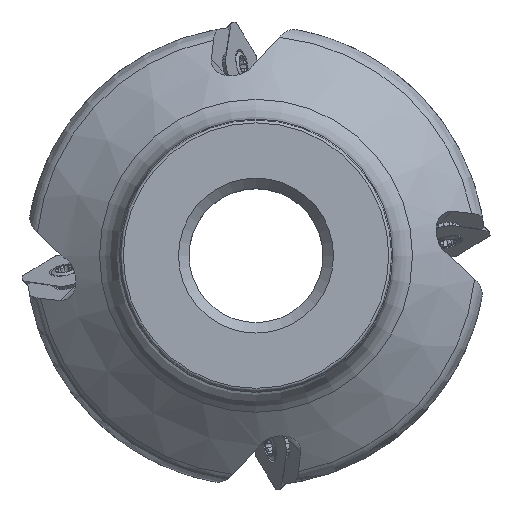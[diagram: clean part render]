
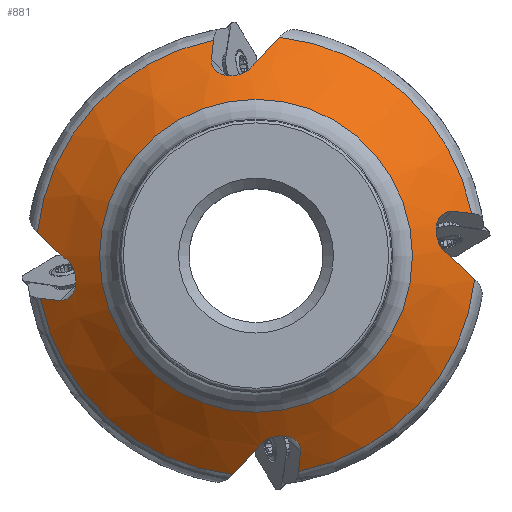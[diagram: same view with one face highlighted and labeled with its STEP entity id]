
A CAD part, top view. The second image highlights one B-rep face of the part: STEP entity #881.
In plain terms, the highlighted conical face has half-angle 51.306 degrees and reference radius 43.6 mm.
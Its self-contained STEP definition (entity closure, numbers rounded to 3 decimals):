
#351=CONICAL_SURFACE('',#8766,43.6,51.306);
#881=ADVANCED_FACE('SU_5',(#1718,#1719),#351,.T.);
#1486=CIRCLE('',#8654,41.726);
#1491=CIRCLE('',#8665,41.726);
#1496=CIRCLE('',#8676,41.726);
#1533=CIRCLE('',#8764,41.726);
#1534=CIRCLE('',#8765,29.691);
#1718=FACE_BOUND('',#1929,.T.);
#1719=FACE_BOUND('',#1930,.T.);
#1929=EDGE_LOOP('',(#3537,#3538,#3539,#3540,#3541,#3542,#3543,#3544,#3545,
#3546,#3547,#3548,#3549,#3550,#3551,#3552));
#1930=EDGE_LOOP('',(#3553));
#2532=B_SPLINE_CURVE_WITH_KNOTS('',3,(#13734,#13735,#13736,#13737,#13738,
#13739,#13740,#13741),.UNSPECIFIED.,.F.,.F.,(4,2,2,4),(0.,0.5,0.75,1.),
 .UNSPECIFIED.);
#2533=B_SPLINE_CURVE_WITH_KNOTS('',3,(#13744,#13745,#13746,#13747),
 .UNSPECIFIED.,.F.,.F.,(4,4),(0.,1.),.UNSPECIFIED.);
#2534=B_SPLINE_CURVE_WITH_KNOTS('',3,(#13748,#13749,#13750,#13751),
 .UNSPECIFIED.,.F.,.F.,(4,4),(0.,1.),.UNSPECIFIED.);
#2535=B_SPLINE_CURVE_WITH_KNOTS('',3,(#13753,#13754,#13755,#13756,#13757,
#13758,#13759,#13760),.UNSPECIFIED.,.F.,.F.,(4,2,2,4),(0.,0.5,0.75,1.),
 .UNSPECIFIED.);
#2536=B_SPLINE_CURVE_WITH_KNOTS('',3,(#13762,#13763,#13764,#13765),
 .UNSPECIFIED.,.F.,.F.,(4,4),(0.,1.),.UNSPECIFIED.);
#2537=B_SPLINE_CURVE_WITH_KNOTS('',3,(#13769,#13770,#13771,#13772),
 .UNSPECIFIED.,.F.,.F.,(4,4),(0.,1.),.UNSPECIFIED.);
#2538=B_SPLINE_CURVE_WITH_KNOTS('',3,(#13774,#13775,#13776,#13777,#13778,
#13779,#13780,#13781),.UNSPECIFIED.,.F.,.F.,(4,2,2,4),(0.,0.5,0.75,1.),
 .UNSPECIFIED.);
#2539=B_SPLINE_CURVE_WITH_KNOTS('',3,(#13783,#13784,#13785,#13786),
 .UNSPECIFIED.,.F.,.F.,(4,4),(0.,1.),.UNSPECIFIED.);
#2540=B_SPLINE_CURVE_WITH_KNOTS('',3,(#13787,#13788,#13789,#13790),
 .UNSPECIFIED.,.F.,.F.,(4,4),(0.,1.),.UNSPECIFIED.);
#2541=B_SPLINE_CURVE_WITH_KNOTS('',3,(#13792,#13793,#13794,#13795,#13796,
#13797,#13798,#13799),.UNSPECIFIED.,.F.,.F.,(4,2,2,4),(0.,0.5,0.75,1.),
 .UNSPECIFIED.);
#2542=B_SPLINE_CURVE_WITH_KNOTS('',3,(#13801,#13802,#13803,#13804),
 .UNSPECIFIED.,.F.,.F.,(4,4),(0.,1.),.UNSPECIFIED.);
#2543=B_SPLINE_CURVE_WITH_KNOTS('',3,(#13805,#13806,#13807,#13808),
 .UNSPECIFIED.,.F.,.F.,(4,4),(0.,1.),.UNSPECIFIED.);
#3537=ORIENTED_EDGE('',*,*,#6742,.T.);
#3538=ORIENTED_EDGE('',*,*,#6743,.T.);
#3539=ORIENTED_EDGE('',*,*,#6602,.T.);
#3540=ORIENTED_EDGE('',*,*,#6744,.T.);
#3541=ORIENTED_EDGE('',*,*,#6745,.T.);
#3542=ORIENTED_EDGE('',*,*,#6746,.T.);
#3543=ORIENTED_EDGE('',*,*,#6747,.T.);
#3544=ORIENTED_EDGE('',*,*,#6748,.T.);
#3545=ORIENTED_EDGE('',*,*,#6749,.T.);
#3546=ORIENTED_EDGE('',*,*,#6750,.T.);
#3547=ORIENTED_EDGE('',*,*,#6623,.T.);
#3548=ORIENTED_EDGE('',*,*,#6751,.T.);
#3549=ORIENTED_EDGE('',*,*,#6752,.T.);
#3550=ORIENTED_EDGE('',*,*,#6753,.T.);
#3551=ORIENTED_EDGE('',*,*,#6612,.T.);
#3552=ORIENTED_EDGE('',*,*,#6754,.T.);
#3553=ORIENTED_EDGE('',*,*,#6755,.T.);
#5712=VERTEX_POINT('',#12944);
#5713=VERTEX_POINT('',#12949);
#5721=VERTEX_POINT('',#12997);
#5722=VERTEX_POINT('',#12999);
#5730=VERTEX_POINT('',#13050);
#5731=VERTEX_POINT('',#13052);
#5808=VERTEX_POINT('',#13742);
#5809=VERTEX_POINT('',#13743);
#5810=VERTEX_POINT('',#13752);
#5811=VERTEX_POINT('',#13761);
#5812=VERTEX_POINT('',#13766);
#5813=VERTEX_POINT('',#13768);
#5814=VERTEX_POINT('',#13773);
#5815=VERTEX_POINT('',#13782);
#5816=VERTEX_POINT('',#13791);
#5817=VERTEX_POINT('',#13800);
#5818=VERTEX_POINT('',#13810);
#6602=EDGE_CURVE('',#5712,#5713,#1486,.T.);
#6612=EDGE_CURVE('',#5722,#5721,#1491,.T.);
#6623=EDGE_CURVE('',#5731,#5730,#1496,.T.);
#6742=EDGE_CURVE('',#5808,#5809,#2532,.T.);
#6743=EDGE_CURVE('',#5809,#5712,#2533,.T.);
#6744=EDGE_CURVE('',#5713,#5810,#2534,.T.);
#6745=EDGE_CURVE('',#5810,#5811,#2535,.T.);
#6746=EDGE_CURVE('',#5811,#5812,#2536,.T.);
#6747=EDGE_CURVE('',#5812,#5813,#1533,.T.);
#6748=EDGE_CURVE('',#5813,#5814,#2537,.T.);
#6749=EDGE_CURVE('',#5814,#5815,#2538,.T.);
#6750=EDGE_CURVE('',#5815,#5731,#2539,.T.);
#6751=EDGE_CURVE('',#5730,#5816,#2540,.T.);
#6752=EDGE_CURVE('',#5816,#5817,#2541,.T.);
#6753=EDGE_CURVE('',#5817,#5722,#2542,.T.);
#6754=EDGE_CURVE('',#5721,#5808,#2543,.T.);
#6755=EDGE_CURVE('',#5818,#5818,#1534,.T.);
#8654=AXIS2_PLACEMENT_3D('',#12950,#9718,#9719);
#8665=AXIS2_PLACEMENT_3D('',#12998,#9740,#9741);
#8676=AXIS2_PLACEMENT_3D('',#13051,#9762,#9763);
#8764=AXIS2_PLACEMENT_3D('',#13767,#9942,#9943);
#8765=AXIS2_PLACEMENT_3D('',#13809,#9944,#9945);
#8766=AXIS2_PLACEMENT_3D('',#13811,#9946,#9947);
#9718=DIRECTION('',(0.,0.,1.));
#9719=DIRECTION('',(1.,0.,0.));
#9740=DIRECTION('',(0.,0.,1.));
#9741=DIRECTION('',(1.,0.,0.));
#9762=DIRECTION('',(0.,0.,1.));
#9763=DIRECTION('',(1.,0.,0.));
#9942=DIRECTION('',(0.,0.,1.));
#9943=DIRECTION('',(1.,0.,0.));
#9944=DIRECTION('',(0.,0.,-1.));
#9945=DIRECTION('',(-1.,0.,0.));
#9946=DIRECTION('',(0.,0.,-1.));
#9947=DIRECTION('',(-1.,0.,0.));
#12944=CARTESIAN_POINT('',(-8.074,40.937,-31.097));
#12949=CARTESIAN_POINT('',(-41.492,4.407,-31.097));
#12950=CARTESIAN_POINT('',(0.,0.,-31.097));
#12997=CARTESIAN_POINT('',(4.407,41.492,-31.097));
#12998=CARTESIAN_POINT('',(0.,0.,-31.097));
#12999=CARTESIAN_POINT('',(40.937,8.074,-31.097));
#13050=CARTESIAN_POINT('',(41.492,-4.407,-31.097));
#13051=CARTESIAN_POINT('',(0.,0.,-31.097));
#13052=CARTESIAN_POINT('',(8.074,-40.937,-31.097));
#13734=CARTESIAN_POINT('',(-0.258,36.537,-26.942));
#13735=CARTESIAN_POINT('',(-1.008,35.095,-25.791));
#13736=CARTESIAN_POINT('',(-3.08,34.11,-25.064));
#13737=CARTESIAN_POINT('',(-6.032,34.221,-25.498));
#13738=CARTESIAN_POINT('',(-6.965,34.533,-25.89));
#13739=CARTESIAN_POINT('',(-8.228,35.63,-26.963));
#13740=CARTESIAN_POINT('',(-8.538,36.41,-27.63));
#13741=CARTESIAN_POINT('',(-8.459,37.195,-28.229));
#13742=CARTESIAN_POINT('',(-0.258,36.537,-26.942));
#13743=CARTESIAN_POINT('',(-8.459,37.195,-28.229));
#13744=CARTESIAN_POINT('',(-8.459,37.195,-28.229));
#13745=CARTESIAN_POINT('',(-8.332,38.445,-29.182));
#13746=CARTESIAN_POINT('',(-8.204,39.692,-30.139));
#13747=CARTESIAN_POINT('',(-8.074,40.937,-31.097));
#13748=CARTESIAN_POINT('',(-41.492,4.407,-31.097));
#13749=CARTESIAN_POINT('',(-39.877,2.841,-29.678));
#13750=CARTESIAN_POINT('',(-38.229,1.285,-28.289));
#13751=CARTESIAN_POINT('',(-36.537,-0.258,-26.942));
#13752=CARTESIAN_POINT('',(-36.537,-0.258,-26.942));
#13753=CARTESIAN_POINT('',(-36.537,-0.258,-26.942));
#13754=CARTESIAN_POINT('',(-35.101,-1.005,-25.796));
#13755=CARTESIAN_POINT('',(-34.113,-3.089,-25.068));
#13756=CARTESIAN_POINT('',(-34.22,-6.016,-25.495));
#13757=CARTESIAN_POINT('',(-34.527,-6.958,-25.884));
#13758=CARTESIAN_POINT('',(-35.636,-8.235,-26.969));
#13759=CARTESIAN_POINT('',(-36.409,-8.538,-27.629));
#13760=CARTESIAN_POINT('',(-37.195,-8.459,-28.229));
#13761=CARTESIAN_POINT('',(-37.195,-8.459,-28.229));
#13762=CARTESIAN_POINT('',(-37.195,-8.459,-28.229));
#13763=CARTESIAN_POINT('',(-38.445,-8.332,-29.182));
#13764=CARTESIAN_POINT('',(-39.692,-8.204,-30.139));
#13765=CARTESIAN_POINT('',(-40.937,-8.074,-31.097));
#13766=CARTESIAN_POINT('',(-40.937,-8.074,-31.097));
#13767=CARTESIAN_POINT('',(0.,0.,-31.097));
#13768=CARTESIAN_POINT('',(-4.407,-41.492,-31.097));
#13769=CARTESIAN_POINT('',(-4.407,-41.492,-31.097));
#13770=CARTESIAN_POINT('',(-2.841,-39.877,-29.678));
#13771=CARTESIAN_POINT('',(-1.285,-38.229,-28.289));
#13772=CARTESIAN_POINT('',(0.258,-36.537,-26.942));
#13773=CARTESIAN_POINT('',(0.258,-36.537,-26.942));
#13774=CARTESIAN_POINT('',(0.258,-36.537,-26.942));
#13775=CARTESIAN_POINT('',(1.007,-35.097,-25.793));
#13776=CARTESIAN_POINT('',(3.083,-34.112,-25.067));
#13777=CARTESIAN_POINT('',(6.018,-34.22,-25.495));
#13778=CARTESIAN_POINT('',(6.96,-34.53,-25.887));
#13779=CARTESIAN_POINT('',(8.226,-35.627,-26.96));
#13780=CARTESIAN_POINT('',(8.539,-36.403,-27.625));
#13781=CARTESIAN_POINT('',(8.459,-37.195,-28.229));
#13782=CARTESIAN_POINT('',(8.459,-37.195,-28.229));
#13783=CARTESIAN_POINT('',(8.459,-37.195,-28.229));
#13784=CARTESIAN_POINT('',(8.332,-38.445,-29.182));
#13785=CARTESIAN_POINT('',(8.204,-39.692,-30.139));
#13786=CARTESIAN_POINT('',(8.074,-40.937,-31.097));
#13787=CARTESIAN_POINT('',(41.492,-4.407,-31.097));
#13788=CARTESIAN_POINT('',(39.877,-2.841,-29.678));
#13789=CARTESIAN_POINT('',(38.229,-1.285,-28.289));
#13790=CARTESIAN_POINT('',(36.537,0.258,-26.942));
#13791=CARTESIAN_POINT('',(36.537,0.258,-26.942));
#13792=CARTESIAN_POINT('',(36.537,0.258,-26.942));
#13793=CARTESIAN_POINT('',(35.094,1.008,-25.79));
#13794=CARTESIAN_POINT('',(34.11,3.077,-25.065));
#13795=CARTESIAN_POINT('',(34.221,6.029,-25.497));
#13796=CARTESIAN_POINT('',(34.532,6.964,-25.889));
#13797=CARTESIAN_POINT('',(35.629,8.228,-26.963));
#13798=CARTESIAN_POINT('',(36.409,8.538,-27.63));
#13799=CARTESIAN_POINT('',(37.195,8.459,-28.229));
#13800=CARTESIAN_POINT('',(37.195,8.459,-28.229));
#13801=CARTESIAN_POINT('',(37.195,8.459,-28.229));
#13802=CARTESIAN_POINT('',(38.445,8.332,-29.182));
#13803=CARTESIAN_POINT('',(39.692,8.204,-30.139));
#13804=CARTESIAN_POINT('',(40.937,8.074,-31.097));
#13805=CARTESIAN_POINT('',(4.407,41.492,-31.097));
#13806=CARTESIAN_POINT('',(2.841,39.877,-29.678));
#13807=CARTESIAN_POINT('',(1.285,38.229,-28.289));
#13808=CARTESIAN_POINT('',(-0.258,36.537,-26.942));
#13809=CARTESIAN_POINT('',(0.,0.,-21.458));
#13810=CARTESIAN_POINT('',(-29.691,0.,-21.458));
#13811=CARTESIAN_POINT('',(0.,0.,-32.599));
